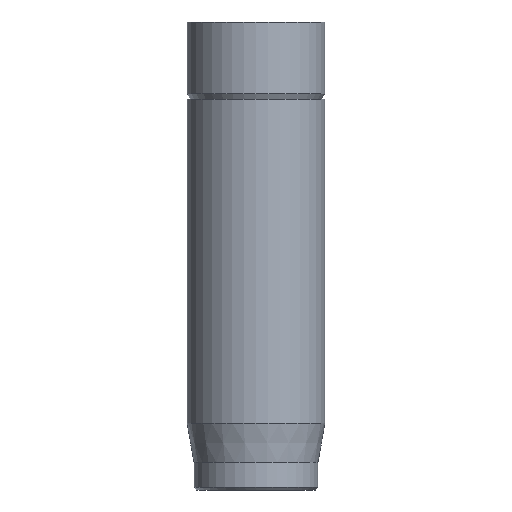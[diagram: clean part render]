
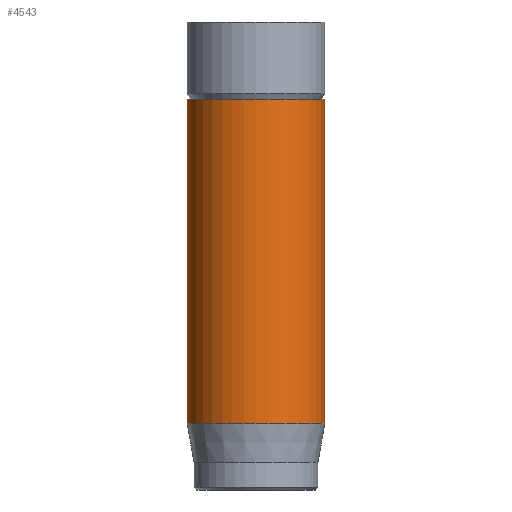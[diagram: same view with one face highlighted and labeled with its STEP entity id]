
A CAD part, front view. The second image highlights one B-rep face of the part: STEP entity #4543.
In plain terms, the highlighted cylindrical face has radius 2.5 mm (diameter 5 mm), a full revolution.
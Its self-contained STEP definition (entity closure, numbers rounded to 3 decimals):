
#625=CYLINDRICAL_SURFACE('',#4887,2.5);
#638=FACE_OUTER_BOUND('',#902,.T.);
#902=EDGE_LOOP('',(#3151,#3152,#3153,#3154,#3155));
#1182=LINE('',#5657,#1546);
#1546=VECTOR('',#5052,2.5);
#1907=CIRCLE('',#4869,2.5);
#1916=CIRCLE('',#4885,2.5);
#1917=CIRCLE('',#4886,2.5);
#1929=VERTEX_POINT('',#5621);
#1938=VERTEX_POINT('',#5651);
#1939=VERTEX_POINT('',#5652);
#2403=EDGE_CURVE('',#1929,#1929,#1907,.T.);
#2417=EDGE_CURVE('',#1938,#1939,#1916,.T.);
#2418=EDGE_CURVE('',#1939,#1938,#1917,.T.);
#2420=EDGE_CURVE('',#1929,#1938,#1182,.T.);
#3151=ORIENTED_EDGE('',*,*,#2403,.T.);
#3152=ORIENTED_EDGE('',*,*,#2420,.T.);
#3153=ORIENTED_EDGE('',*,*,#2417,.T.);
#3154=ORIENTED_EDGE('',*,*,#2418,.T.);
#3155=ORIENTED_EDGE('',*,*,#2420,.F.);
#4543=ADVANCED_FACE('',(#638),#625,.T.);
#4869=AXIS2_PLACEMENT_3D('',#5622,#5008,#5009);
#4885=AXIS2_PLACEMENT_3D('',#5653,#5045,#5046);
#4886=AXIS2_PLACEMENT_3D('',#5654,#5047,#5048);
#4887=AXIS2_PLACEMENT_3D('',#5656,#5050,#5051);
#5008=DIRECTION('center_axis',(0.,0.,-1.));
#5009=DIRECTION('ref_axis',(-1.,0.,0.));
#5045=DIRECTION('center_axis',(0.,0.,1.));
#5046=DIRECTION('ref_axis',(-1.,0.,0.));
#5047=DIRECTION('center_axis',(0.,0.,1.));
#5048=DIRECTION('ref_axis',(-1.,0.,0.));
#5050=DIRECTION('center_axis',(0.,0.,1.));
#5051=DIRECTION('ref_axis',(-1.,0.,0.));
#5052=DIRECTION('',(0.,0.,-1.));
#5621=CARTESIAN_POINT('',(2.5,0.,14.2));
#5622=CARTESIAN_POINT('Origin',(0.,0.,14.2));
#5651=CARTESIAN_POINT('',(2.5,0.,2.418));
#5652=CARTESIAN_POINT('',(-2.5,0.,2.418));
#5653=CARTESIAN_POINT('Origin',(0.,0.,2.418));
#5654=CARTESIAN_POINT('Origin',(0.,0.,2.418));
#5656=CARTESIAN_POINT('Origin',(0.,0.,0.));
#5657=CARTESIAN_POINT('',(2.5,0.,0.));
